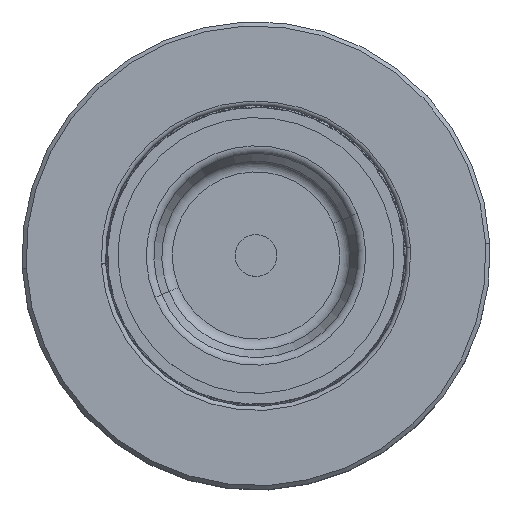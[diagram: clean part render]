
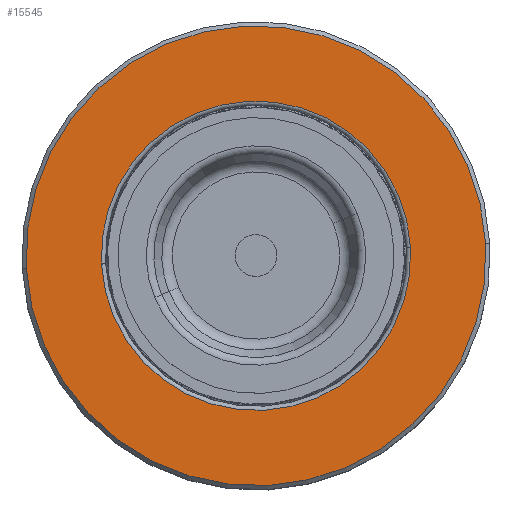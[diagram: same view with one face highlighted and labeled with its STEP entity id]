
A CAD part, top view. The second image highlights one B-rep face of the part: STEP entity #15545.
In plain terms, the highlighted face is planar.
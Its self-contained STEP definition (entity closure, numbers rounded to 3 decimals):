
#1565 = CARTESIAN_POINT ( 'NONE',  ( 0., 18.687, 0. ) ) ;
#1870 = EDGE_LOOP ( 'NONE', ( #10702, #5300 ) ) ;
#4876 = AXIS2_PLACEMENT_3D ( 'NONE', #36793, #21819, #42429 ) ;
#4959 = AXIS2_PLACEMENT_3D ( 'NONE', #38104, #27479, #16086 ) ;
#5250 = DIRECTION ( 'NONE',  ( 0., 0., -1. ) ) ;
#5300 = ORIENTED_EDGE ( 'NONE', *, *, #17663, .T. ) ;
#7979 = CARTESIAN_POINT ( 'NONE',  ( 0., 18.687, 27.5 ) ) ;
#8612 = DIRECTION ( 'NONE',  ( 0., -1., 0. ) ) ;
#10702 = ORIENTED_EDGE ( 'NONE', *, *, #31585, .T. ) ;
#10714 = AXIS2_PLACEMENT_3D ( 'NONE', #28160, #29273, #31715 ) ;
#11049 = CARTESIAN_POINT ( 'NONE',  ( 0., 18.687, 18.5 ) ) ;
#11942 = CIRCLE ( 'NONE', #10714, 27.5 ) ;
#14691 = ORIENTED_EDGE ( 'NONE', *, *, #15015, .F. ) ;
#15015 = EDGE_CURVE ( 'NONE', #25057, #26681, #11942, .T. ) ;
#15545 = ADVANCED_FACE ( 'NONE', ( #17153, #19431 ), #31354, .T. ) ;
#15696 = AXIS2_PLACEMENT_3D ( 'NONE', #38287, #45828, #38756 ) ;
#16086 = DIRECTION ( 'NONE',  ( 0., 0., -1. ) ) ;
#17153 = FACE_BOUND ( 'NONE', #1870, .T. ) ;
#17663 = EDGE_CURVE ( 'NONE', #45945, #47501, #24546, .T. ) ;
#18727 = ORIENTED_EDGE ( 'NONE', *, *, #43959, .F. ) ;
#19431 = FACE_OUTER_BOUND ( 'NONE', #41837, .T. ) ;
#21819 = DIRECTION ( 'NONE',  ( 0., -1., 0. ) ) ;
#21973 = CARTESIAN_POINT ( 'NONE',  ( 0., 18.687, -27.5 ) ) ;
#22011 = CIRCLE ( 'NONE', #4876, 18.5 ) ;
#22052 = CIRCLE ( 'NONE', #34945, 27.5 ) ;
#24546 = CIRCLE ( 'NONE', #4959, 18.5 ) ;
#25057 = VERTEX_POINT ( 'NONE', #21973 ) ;
#26681 = VERTEX_POINT ( 'NONE', #7979 ) ;
#27479 = DIRECTION ( 'NONE',  ( 0., -1., 0. ) ) ;
#28160 = CARTESIAN_POINT ( 'NONE',  ( 0., 18.687, 0. ) ) ;
#29273 = DIRECTION ( 'NONE',  ( 0., -1., 0. ) ) ;
#31218 = CARTESIAN_POINT ( 'NONE',  ( 0., 18.687, -18.5 ) ) ;
#31354 = PLANE ( 'NONE',  #15696 ) ;
#31585 = EDGE_CURVE ( 'NONE', #47501, #45945, #22011, .T. ) ;
#31715 = DIRECTION ( 'NONE',  ( 0., 0., -1. ) ) ;
#34945 = AXIS2_PLACEMENT_3D ( 'NONE', #1565, #8612, #5250 ) ;
#36793 = CARTESIAN_POINT ( 'NONE',  ( 0., 18.687, 0. ) ) ;
#38104 = CARTESIAN_POINT ( 'NONE',  ( 0., 18.687, 0. ) ) ;
#38287 = CARTESIAN_POINT ( 'NONE',  ( 27.5, 18.687, 0. ) ) ;
#38756 = DIRECTION ( 'NONE',  ( 0., 0., 1. ) ) ;
#41837 = EDGE_LOOP ( 'NONE', ( #14691, #18727 ) ) ;
#42429 = DIRECTION ( 'NONE',  ( 0., 0., -1. ) ) ;
#43959 = EDGE_CURVE ( 'NONE', #26681, #25057, #22052, .T. ) ;
#45828 = DIRECTION ( 'NONE',  ( 0., 1., 0. ) ) ;
#45945 = VERTEX_POINT ( 'NONE', #11049 ) ;
#47501 = VERTEX_POINT ( 'NONE', #31218 ) ;
